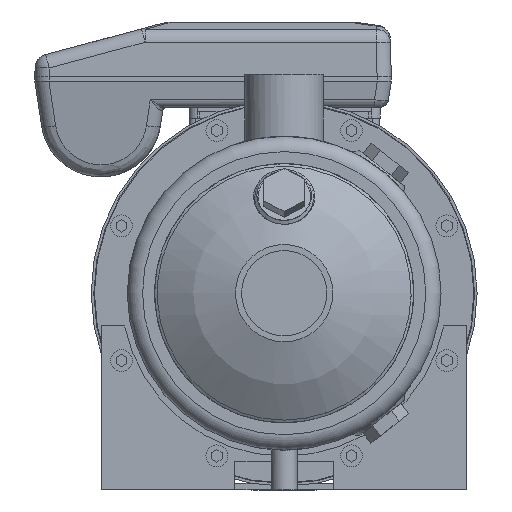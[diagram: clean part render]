
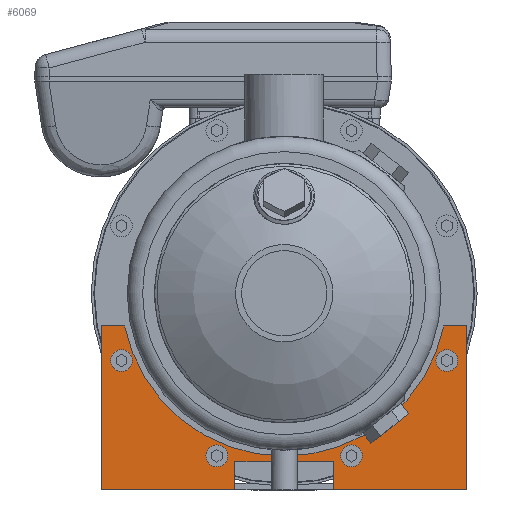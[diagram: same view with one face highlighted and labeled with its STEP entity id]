
A CAD part, left-side view. The second image highlights one B-rep face of the part: STEP entity #6069.
In plain terms, the highlighted face is planar.
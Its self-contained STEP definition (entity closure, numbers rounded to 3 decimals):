
#525=LINE('',#16430,#997);
#527=LINE('',#16434,#999);
#534=LINE('',#16448,#1006);
#536=LINE('',#16453,#1008);
#546=LINE('',#16473,#1018);
#550=LINE('',#16481,#1022);
#552=LINE('',#16494,#1024);
#553=LINE('',#16497,#1025);
#554=LINE('',#16499,#1026);
#997=VECTOR('',#10520,1000.);
#999=VECTOR('',#10524,1000.);
#1006=VECTOR('',#10533,1000.);
#1008=VECTOR('',#10537,1000.);
#1018=VECTOR('',#10553,1000.);
#1022=VECTOR('',#10557,1000.);
#1024=VECTOR('',#10571,1000.);
#1025=VECTOR('',#10574,1000.);
#1026=VECTOR('',#10575,1000.);
#2647=ORIENTED_EDGE('',*,*,#3603,.F.);
#2648=ORIENTED_EDGE('',*,*,#3604,.F.);
#2649=ORIENTED_EDGE('',*,*,#3605,.F.);
#2650=ORIENTED_EDGE('',*,*,#3606,.F.);
#2651=ORIENTED_EDGE('',*,*,#3607,.F.);
#2652=ORIENTED_EDGE('',*,*,#3596,.F.);
#2653=ORIENTED_EDGE('',*,*,#3576,.T.);
#2654=ORIENTED_EDGE('',*,*,#3574,.T.);
#2655=ORIENTED_EDGE('',*,*,#3608,.F.);
#2656=ORIENTED_EDGE('',*,*,#3583,.T.);
#2657=ORIENTED_EDGE('',*,*,#3585,.F.);
#2658=ORIENTED_EDGE('',*,*,#3600,.F.);
#2659=ORIENTED_EDGE('',*,*,#3609,.F.);
#2660=ORIENTED_EDGE('',*,*,#3610,.F.);
#3574=EDGE_CURVE('',#4170,#4169,#525,.T.);
#3576=EDGE_CURVE('',#4171,#4170,#527,.T.);
#3583=EDGE_CURVE('',#4174,#4176,#534,.T.);
#3585=EDGE_CURVE('',#4178,#4176,#536,.T.);
#3596=EDGE_CURVE('',#4171,#4186,#546,.T.);
#3600=EDGE_CURVE('',#4189,#4178,#550,.T.);
#3603=EDGE_CURVE('',#4191,#4191,#4489,.T.);
#3604=EDGE_CURVE('',#4192,#4192,#4490,.T.);
#3605=EDGE_CURVE('',#4193,#4193,#4491,.T.);
#3606=EDGE_CURVE('',#4194,#4194,#4492,.T.);
#3607=EDGE_CURVE('',#4186,#4195,#552,.T.);
#3608=EDGE_CURVE('',#4174,#4169,#4493,.T.);
#3609=EDGE_CURVE('',#4196,#4189,#553,.T.);
#3610=EDGE_CURVE('',#4195,#4196,#554,.T.);
#4169=VERTEX_POINT('',#16429);
#4170=VERTEX_POINT('',#16431);
#4171=VERTEX_POINT('',#16435);
#4174=VERTEX_POINT('',#16443);
#4176=VERTEX_POINT('',#16447);
#4178=VERTEX_POINT('',#16452);
#4186=VERTEX_POINT('',#16474);
#4189=VERTEX_POINT('',#16480);
#4191=VERTEX_POINT('',#16487);
#4192=VERTEX_POINT('',#16489);
#4193=VERTEX_POINT('',#16491);
#4194=VERTEX_POINT('',#16493);
#4195=VERTEX_POINT('',#16495);
#4196=VERTEX_POINT('',#16498);
#4489=CIRCLE('',#8938,5.);
#4490=CIRCLE('',#8939,5.);
#4491=CIRCLE('',#8940,5.);
#4492=CIRCLE('',#8941,5.);
#4493=CIRCLE('',#8942,74.5);
#4941=EDGE_LOOP('',(#2647));
#4942=EDGE_LOOP('',(#2648));
#4943=EDGE_LOOP('',(#2649));
#4944=EDGE_LOOP('',(#2650));
#4945=EDGE_LOOP('',(#2651,#2652,#2653,#2654,#2655,#2656,#2657,#2658,#2659,
#2660));
#5451=FACE_BOUND('',#4941,.T.);
#5452=FACE_BOUND('',#4942,.T.);
#5453=FACE_BOUND('',#4943,.T.);
#5454=FACE_BOUND('',#4944,.T.);
#5455=FACE_BOUND('',#4945,.T.);
#5691=PLANE('',#8937);
#6069=ADVANCED_FACE('',(#5451,#5452,#5453,#5454,#5455),#5691,.T.);
#8937=AXIS2_PLACEMENT_3D('',#16485,#10561,#10562);
#8938=AXIS2_PLACEMENT_3D('',#16486,#10563,#10564);
#8939=AXIS2_PLACEMENT_3D('',#16488,#10565,#10566);
#8940=AXIS2_PLACEMENT_3D('',#16490,#10567,#10568);
#8941=AXIS2_PLACEMENT_3D('',#16492,#10569,#10570);
#8942=AXIS2_PLACEMENT_3D('',#16496,#10572,#10573);
#10520=DIRECTION('',(0.,-1.,0.));
#10524=DIRECTION('',(0.,0.,1.));
#10533=DIRECTION('',(0.,-1.,0.));
#10537=DIRECTION('',(0.,0.,1.));
#10553=DIRECTION('',(0.,-1.,0.));
#10557=DIRECTION('',(0.,-1.,0.));
#10561=DIRECTION('',(1.,0.,0.));
#10562=DIRECTION('',(0.,0.,-1.));
#10563=DIRECTION('',(1.,0.,0.));
#10564=DIRECTION('',(0.,0.,-1.));
#10565=DIRECTION('',(1.,0.,0.));
#10566=DIRECTION('',(0.,0.,-1.));
#10567=DIRECTION('',(1.,0.,0.));
#10568=DIRECTION('',(0.,0.,-1.));
#10569=DIRECTION('',(1.,0.,0.));
#10570=DIRECTION('',(0.,0.,-1.));
#10571=DIRECTION('',(0.,0.,1.));
#10572=DIRECTION('',(1.,0.,0.));
#10573=DIRECTION('',(0.,0.,-1.));
#10574=DIRECTION('',(0.,0.,-1.));
#10575=DIRECTION('',(0.,-1.,0.));
#16429=CARTESIAN_POINT('',(55.,72.974,75.));
#16430=CARTESIAN_POINT('',(55.,83.5,75.));
#16431=CARTESIAN_POINT('',(55.,83.5,75.));
#16434=CARTESIAN_POINT('',(55.,83.5,0.));
#16435=CARTESIAN_POINT('',(55.,83.5,0.));
#16443=CARTESIAN_POINT('',(55.,-72.974,75.));
#16447=CARTESIAN_POINT('',(55.,-83.5,75.));
#16448=CARTESIAN_POINT('',(55.,83.5,75.));
#16452=CARTESIAN_POINT('',(55.,-83.5,0.));
#16453=CARTESIAN_POINT('',(55.,-83.5,0.));
#16473=CARTESIAN_POINT('',(55.,83.5,0.));
#16474=CARTESIAN_POINT('',(55.,22.5,0.));
#16480=CARTESIAN_POINT('',(55.,-22.5,0.));
#16481=CARTESIAN_POINT('',(55.,83.5,0.));
#16485=CARTESIAN_POINT('',(55.,83.5,0.));
#16486=CARTESIAN_POINT('',(55.,74.372,59.194));
#16487=CARTESIAN_POINT('',(55.,74.372,54.194));
#16488=CARTESIAN_POINT('',(55.,30.806,15.628));
#16489=CARTESIAN_POINT('',(55.,30.806,10.628));
#16490=CARTESIAN_POINT('',(55.,-30.806,15.628));
#16491=CARTESIAN_POINT('',(55.,-30.806,10.628));
#16492=CARTESIAN_POINT('',(55.,-74.372,59.194));
#16493=CARTESIAN_POINT('',(55.,-74.372,54.194));
#16494=CARTESIAN_POINT('',(55.,22.5,0.));
#16495=CARTESIAN_POINT('',(55.,22.5,13.));
#16496=CARTESIAN_POINT('',(55.,0.,90.));
#16497=CARTESIAN_POINT('',(55.,-22.5,0.));
#16498=CARTESIAN_POINT('',(55.,-22.5,13.));
#16499=CARTESIAN_POINT('',(55.,83.5,13.));
